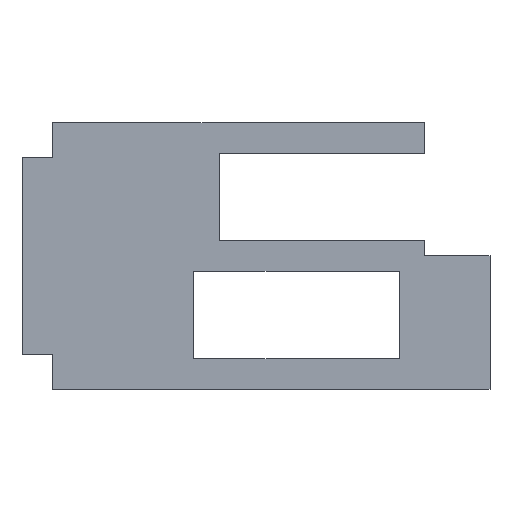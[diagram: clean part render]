
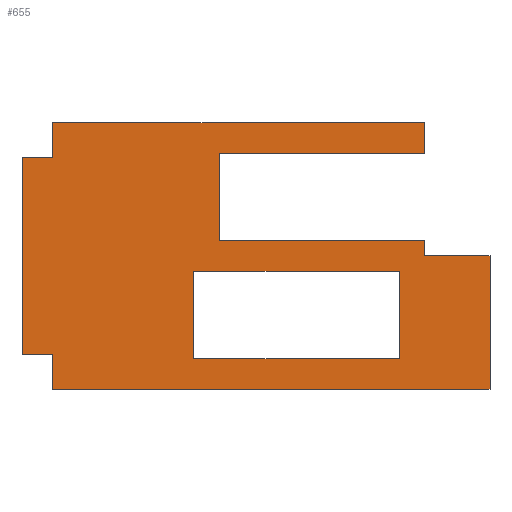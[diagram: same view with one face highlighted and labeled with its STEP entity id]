
A CAD part, top view. The second image highlights one B-rep face of the part: STEP entity #655.
In plain terms, the highlighted planar face has unit normal (0, 0, 1).
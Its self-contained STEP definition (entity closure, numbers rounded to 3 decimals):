
#63=CARTESIAN_POINT('Vertex',(3.,0.,3.4)) ;
#77=CARTESIAN_POINT('Vertex',(45.6,0.,3.4)) ;
#80=CARTESIAN_POINT('Line Origine',(24.3,0.,3.4)) ;
#108=CARTESIAN_POINT('Vertex',(45.6,13.,3.4)) ;
#111=CARTESIAN_POINT('Line Origine',(45.6,6.5,3.4)) ;
#139=CARTESIAN_POINT('Vertex',(39.2,13.,3.4)) ;
#142=CARTESIAN_POINT('Line Origine',(42.4,13.,3.4)) ;
#170=CARTESIAN_POINT('Vertex',(39.2,14.5,3.4)) ;
#173=CARTESIAN_POINT('Line Origine',(39.2,13.75,3.4)) ;
#201=CARTESIAN_POINT('Vertex',(19.2,14.5,3.4)) ;
#204=CARTESIAN_POINT('Line Origine',(29.2,14.5,3.4)) ;
#232=CARTESIAN_POINT('Vertex',(19.2,23.,3.4)) ;
#235=CARTESIAN_POINT('Line Origine',(19.2,18.75,3.4)) ;
#263=CARTESIAN_POINT('Vertex',(39.2,23.,3.4)) ;
#266=CARTESIAN_POINT('Line Origine',(29.2,23.,3.4)) ;
#289=CARTESIAN_POINT('Vertex',(39.2,26.,3.4)) ;
#292=CARTESIAN_POINT('Line Origine',(39.2,24.5,3.4)) ;
#320=CARTESIAN_POINT('Vertex',(3.,26.,3.4)) ;
#323=CARTESIAN_POINT('Line Origine',(21.1,26.,3.4)) ;
#351=CARTESIAN_POINT('Vertex',(3.,22.6,3.4)) ;
#354=CARTESIAN_POINT('Line Origine',(3.,24.3,3.4)) ;
#382=CARTESIAN_POINT('Vertex',(0.,22.6,3.4)) ;
#385=CARTESIAN_POINT('Line Origine',(1.5,22.6,3.4)) ;
#413=CARTESIAN_POINT('Vertex',(0.,3.4,3.4)) ;
#416=CARTESIAN_POINT('Line Origine',(0.,13.,3.4)) ;
#444=CARTESIAN_POINT('Vertex',(3.,3.4,3.4)) ;
#447=CARTESIAN_POINT('Line Origine',(1.5,3.4,3.4)) ;
#464=CARTESIAN_POINT('Line Origine',(3.,1.7,3.4)) ;
#481=CARTESIAN_POINT('Line Origine',(26.75,11.5,3.4)) ;
#485=CARTESIAN_POINT('Vertex',(36.75,11.5,3.4)) ;
#487=CARTESIAN_POINT('Vertex',(16.75,11.5,3.4)) ;
#521=CARTESIAN_POINT('Line Origine',(36.75,7.25,3.4)) ;
#525=CARTESIAN_POINT('Vertex',(36.75,3.,3.4)) ;
#552=CARTESIAN_POINT('Line Origine',(26.75,3.,3.4)) ;
#556=CARTESIAN_POINT('Vertex',(16.75,3.,3.4)) ;
#583=CARTESIAN_POINT('Line Origine',(16.75,7.25,3.4)) ;
#628=CARTESIAN_POINT('Axis2P3D Location',(0.,0.,3.4)) ;
#81=DIRECTION('Vector Direction',(1.,0.,0.)) ;
#112=DIRECTION('Vector Direction',(0.,-1.,0.)) ;
#143=DIRECTION('Vector Direction',(1.,0.,0.)) ;
#174=DIRECTION('Vector Direction',(0.,-1.,0.)) ;
#205=DIRECTION('Vector Direction',(1.,0.,0.)) ;
#236=DIRECTION('Vector Direction',(0.,-1.,0.)) ;
#267=DIRECTION('Vector Direction',(-1.,0.,0.)) ;
#293=DIRECTION('Vector Direction',(0.,-1.,0.)) ;
#324=DIRECTION('Vector Direction',(-1.,0.,0.)) ;
#355=DIRECTION('Vector Direction',(0.,1.,0.)) ;
#386=DIRECTION('Vector Direction',(1.,0.,0.)) ;
#417=DIRECTION('Vector Direction',(0.,-1.,0.)) ;
#448=DIRECTION('Vector Direction',(1.,0.,0.)) ;
#465=DIRECTION('Vector Direction',(0.,-1.,0.)) ;
#482=DIRECTION('Vector Direction',(1.,0.,0.)) ;
#522=DIRECTION('Vector Direction',(0.,1.,0.)) ;
#553=DIRECTION('Vector Direction',(-1.,0.,0.)) ;
#584=DIRECTION('Vector Direction',(0.,-1.,0.)) ;
#629=DIRECTION('Axis2P3D Direction',(0.,0.,1.)) ;
#630=DIRECTION('Axis2P3D XDirection',(1.,0.,0.)) ;
#631=AXIS2_PLACEMENT_3D('Plane Axis2P3D',#628,#629,#630) ;
#634=ORIENTED_EDGE('',*,*,#84,.T.) ;
#635=ORIENTED_EDGE('',*,*,#115,.T.) ;
#636=ORIENTED_EDGE('',*,*,#146,.T.) ;
#637=ORIENTED_EDGE('',*,*,#177,.T.) ;
#638=ORIENTED_EDGE('',*,*,#208,.T.) ;
#639=ORIENTED_EDGE('',*,*,#239,.T.) ;
#640=ORIENTED_EDGE('',*,*,#270,.T.) ;
#641=ORIENTED_EDGE('',*,*,#296,.T.) ;
#642=ORIENTED_EDGE('',*,*,#327,.T.) ;
#643=ORIENTED_EDGE('',*,*,#358,.T.) ;
#644=ORIENTED_EDGE('',*,*,#389,.T.) ;
#645=ORIENTED_EDGE('',*,*,#420,.T.) ;
#646=ORIENTED_EDGE('',*,*,#451,.T.) ;
#647=ORIENTED_EDGE('',*,*,#468,.T.) ;
#650=ORIENTED_EDGE('',*,*,#489,.F.) ;
#651=ORIENTED_EDGE('',*,*,#527,.F.) ;
#652=ORIENTED_EDGE('',*,*,#558,.F.) ;
#653=ORIENTED_EDGE('',*,*,#587,.F.) ;
#654=FACE_BOUND('',#649,.T.) ;
#82=VECTOR('Line Direction',#81,1.) ;
#113=VECTOR('Line Direction',#112,1.) ;
#144=VECTOR('Line Direction',#143,1.) ;
#175=VECTOR('Line Direction',#174,1.) ;
#206=VECTOR('Line Direction',#205,1.) ;
#237=VECTOR('Line Direction',#236,1.) ;
#268=VECTOR('Line Direction',#267,1.) ;
#294=VECTOR('Line Direction',#293,1.) ;
#325=VECTOR('Line Direction',#324,1.) ;
#356=VECTOR('Line Direction',#355,1.) ;
#387=VECTOR('Line Direction',#386,1.) ;
#418=VECTOR('Line Direction',#417,1.) ;
#449=VECTOR('Line Direction',#448,1.) ;
#466=VECTOR('Line Direction',#465,1.) ;
#483=VECTOR('Line Direction',#482,1.) ;
#523=VECTOR('Line Direction',#522,1.) ;
#554=VECTOR('Line Direction',#553,1.) ;
#585=VECTOR('Line Direction',#584,1.) ;
#655=ADVANCED_FACE('',(#648,#654),#632,.T.) ;
#84=EDGE_CURVE('',#64,#78,#83,.T.) ;
#115=EDGE_CURVE('',#78,#109,#114,.F.) ;
#146=EDGE_CURVE('',#109,#140,#145,.F.) ;
#177=EDGE_CURVE('',#140,#171,#176,.F.) ;
#208=EDGE_CURVE('',#171,#202,#207,.F.) ;
#239=EDGE_CURVE('',#202,#233,#238,.F.) ;
#270=EDGE_CURVE('',#233,#264,#269,.F.) ;
#296=EDGE_CURVE('',#264,#290,#295,.F.) ;
#327=EDGE_CURVE('',#290,#321,#326,.T.) ;
#358=EDGE_CURVE('',#321,#352,#357,.F.) ;
#389=EDGE_CURVE('',#352,#383,#388,.F.) ;
#420=EDGE_CURVE('',#383,#414,#419,.T.) ;
#451=EDGE_CURVE('',#414,#445,#450,.T.) ;
#468=EDGE_CURVE('',#445,#64,#467,.T.) ;
#489=EDGE_CURVE('',#486,#488,#484,.F.) ;
#527=EDGE_CURVE('',#526,#486,#524,.T.) ;
#558=EDGE_CURVE('',#557,#526,#555,.F.) ;
#587=EDGE_CURVE('',#488,#557,#586,.T.) ;
#633=EDGE_LOOP('',(#634,#635,#636,#637,#638,#639,#640,#641,#642,#643,#644,#645,#646,#647)) ;
#649=EDGE_LOOP('',(#650,#651,#652,#653)) ;
#648=FACE_OUTER_BOUND('',#633,.T.) ;
#83=LINE('Line',#80,#82) ;
#114=LINE('Line',#111,#113) ;
#145=LINE('Line',#142,#144) ;
#176=LINE('Line',#173,#175) ;
#207=LINE('Line',#204,#206) ;
#238=LINE('Line',#235,#237) ;
#269=LINE('Line',#266,#268) ;
#295=LINE('Line',#292,#294) ;
#326=LINE('Line',#323,#325) ;
#357=LINE('Line',#354,#356) ;
#388=LINE('Line',#385,#387) ;
#419=LINE('Line',#416,#418) ;
#450=LINE('Line',#447,#449) ;
#467=LINE('Line',#464,#466) ;
#484=LINE('Line',#481,#483) ;
#524=LINE('Line',#521,#523) ;
#555=LINE('Line',#552,#554) ;
#586=LINE('Line',#583,#585) ;
#632=PLANE('Plane',#631) ;
#64=VERTEX_POINT('',#63) ;
#78=VERTEX_POINT('',#77) ;
#109=VERTEX_POINT('',#108) ;
#140=VERTEX_POINT('',#139) ;
#171=VERTEX_POINT('',#170) ;
#202=VERTEX_POINT('',#201) ;
#233=VERTEX_POINT('',#232) ;
#264=VERTEX_POINT('',#263) ;
#290=VERTEX_POINT('',#289) ;
#321=VERTEX_POINT('',#320) ;
#352=VERTEX_POINT('',#351) ;
#383=VERTEX_POINT('',#382) ;
#414=VERTEX_POINT('',#413) ;
#445=VERTEX_POINT('',#444) ;
#486=VERTEX_POINT('',#485) ;
#488=VERTEX_POINT('',#487) ;
#526=VERTEX_POINT('',#525) ;
#557=VERTEX_POINT('',#556) ;
